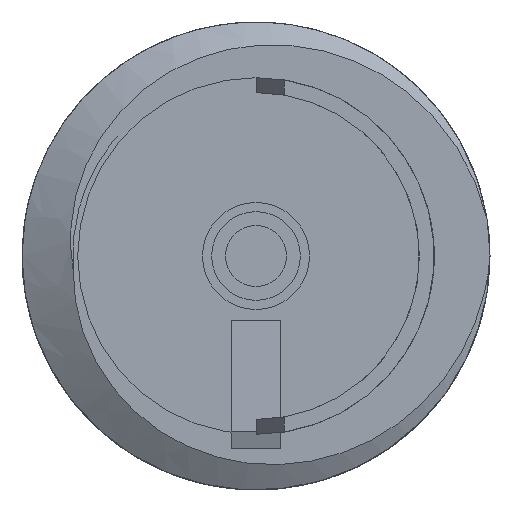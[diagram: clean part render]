
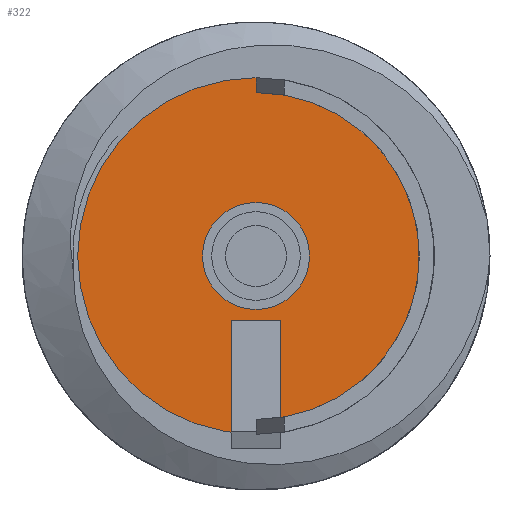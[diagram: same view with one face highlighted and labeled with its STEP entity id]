
A CAD part, front view. The second image highlights one B-rep face of the part: STEP entity #322.
In plain terms, the highlighted planar face has unit normal (0, -1, 0).
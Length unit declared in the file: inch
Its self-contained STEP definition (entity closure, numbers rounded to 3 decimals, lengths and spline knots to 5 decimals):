
#75 = VERTEX_POINT ( 'NONE', #1622 ) ;
#111 = LINE ( 'NONE', #497, #2119 ) ;
#113 = ORIENTED_EDGE ( 'NONE', *, *, #1753, .T. ) ;
#120 = EDGE_LOOP ( 'NONE', ( #2624, #113, #1248, #1659 ) ) ;
#130 = DIRECTION ( 'NONE',  ( 0., 0., -1. ) ) ;
#149 = VERTEX_POINT ( 'NONE', #1799 ) ;
#162 = EDGE_CURVE ( 'NONE', #2428, #2570, #3374, .T. ) ;
#259 = DIRECTION ( 'NONE',  ( 0., 1., 0. ) ) ;
#311 = LINE ( 'NONE', #981, #3119 ) ;
#322 = ADVANCED_FACE ( 'NONE', ( #1805, #2631, #1888 ), #3147, .F. ) ;
#323 = LINE ( 'NONE', #625, #1769 ) ;
#379 = DIRECTION ( 'NONE',  ( 0., 0., -1. ) ) ;
#391 = EDGE_CURVE ( 'NONE', #878, #75, #2931, .T. ) ;
#405 = VERTEX_POINT ( 'NONE', #3278 ) ;
#406 = AXIS2_PLACEMENT_3D ( 'NONE', #3086, #1255, #961 ) ;
#412 = ORIENTED_EDGE ( 'NONE', *, *, #391, .F. ) ;
#465 = DIRECTION ( 'NONE',  ( -1., 0., 0. ) ) ;
#497 = CARTESIAN_POINT ( 'NONE',  ( -0.0165, -0.001, -0.04333 ) ) ;
#524 = DIRECTION ( 'NONE',  ( 0., 0., -1. ) ) ;
#602 = VERTEX_POINT ( 'NONE', #1048 ) ;
#625 = CARTESIAN_POINT ( 'NONE',  ( 0.0165, -0.001, -0.04333 ) ) ;
#638 = DIRECTION ( 'NONE',  ( 0., -1., 0. ) ) ;
#644 = VERTEX_POINT ( 'NONE', #2894 ) ;
#650 = DIRECTION ( 'NONE',  ( 0., 1., 0. ) ) ;
#694 = DIRECTION ( 'NONE',  ( -1., 0., 0. ) ) ;
#727 = EDGE_CURVE ( 'NONE', #75, #149, #1070, .T. ) ;
#742 = CARTESIAN_POINT ( 'NONE',  ( 0., -0.001, -0.05598 ) ) ;
#797 = CARTESIAN_POINT ( 'NONE',  ( 0.1, -0.001, 0.04583 ) ) ;
#847 = CIRCLE ( 'NONE', #2953, 0.12 ) ;
#878 = VERTEX_POINT ( 'NONE', #797 ) ;
#886 = CARTESIAN_POINT ( 'NONE',  ( 0., -0.001, 0. ) ) ;
#927 = CARTESIAN_POINT ( 'NONE',  ( 0., -0.001, 0. ) ) ;
#961 = DIRECTION ( 'NONE',  ( -1., 0., 0. ) ) ;
#967 = DIRECTION ( 'NONE',  ( 0., -1., 0. ) ) ;
#981 = CARTESIAN_POINT ( 'NONE',  ( 0., -0.001, -0.04311 ) ) ;
#984 = VERTEX_POINT ( 'NONE', #2759 ) ;
#1001 = EDGE_CURVE ( 'NONE', #2486, #1484, #1524, .T. ) ;
#1048 = CARTESIAN_POINT ( 'NONE',  ( 0.1, -0.001, 0.06633 ) ) ;
#1057 = CARTESIAN_POINT ( 'NONE',  ( 0., -0.001, -0.12 ) ) ;
#1070 = LINE ( 'NONE', #3420, #2226 ) ;
#1072 = EDGE_CURVE ( 'NONE', #984, #2428, #323, .T. ) ;
#1118 = CARTESIAN_POINT ( 'NONE',  ( 0., -0.001, 0. ) ) ;
#1124 = AXIS2_PLACEMENT_3D ( 'NONE', #2687, #1896, #1354 ) ;
#1158 = EDGE_LOOP ( 'NONE', ( #3033, #2612 ) ) ;
#1177 = EDGE_LOOP ( 'NONE', ( #3054, #2619, #1937, #1543, #3397, #412 ) ) ;
#1248 = ORIENTED_EDGE ( 'NONE', *, *, #1072, .T. ) ;
#1255 = DIRECTION ( 'NONE',  ( 0., 1., 0. ) ) ;
#1304 = CIRCLE ( 'NONE', #1124, 0.12 ) ;
#1308 = DIRECTION ( 'NONE',  ( 0., 0., 1. ) ) ;
#1354 = DIRECTION ( 'NONE',  ( -1., 0., 0. ) ) ;
#1356 = CIRCLE ( 'NONE', #2113, 0.036 ) ;
#1423 = AXIS2_PLACEMENT_3D ( 'NONE', #1427, #650, #379 ) ;
#1427 = CARTESIAN_POINT ( 'NONE',  ( 0., -0.001, 0. ) ) ;
#1479 = AXIS2_PLACEMENT_3D ( 'NONE', #886, #638, #2225 ) ;
#1484 = VERTEX_POINT ( 'NONE', #1057 ) ;
#1524 = CIRCLE ( 'NONE', #1479, 0.12 ) ;
#1543 = ORIENTED_EDGE ( 'NONE', *, *, #3118, .T. ) ;
#1552 = EDGE_CURVE ( 'NONE', #405, #644, #1356, .T. ) ;
#1622 = CARTESIAN_POINT ( 'NONE',  ( 0.1, -0.001, -0.04583 ) ) ;
#1659 = ORIENTED_EDGE ( 'NONE', *, *, #162, .T. ) ;
#1749 = DIRECTION ( 'NONE',  ( 1., 0., 0. ) ) ;
#1753 = EDGE_CURVE ( 'NONE', #2162, #984, #311, .T. ) ;
#1769 = VECTOR ( 'NONE', #130, 39.37008 ) ;
#1791 = EDGE_CURVE ( 'NONE', #644, #405, #2578, .T. ) ;
#1799 = CARTESIAN_POINT ( 'NONE',  ( 0.1, -0.001, -0.06633 ) ) ;
#1805 = FACE_BOUND ( 'NONE', #120, .T. ) ;
#1817 = DIRECTION ( 'NONE',  ( 0., 0., -1. ) ) ;
#1828 = DIRECTION ( 'NONE',  ( 0., 0., 1. ) ) ;
#1888 = FACE_OUTER_BOUND ( 'NONE', #1177, .T. ) ;
#1896 = DIRECTION ( 'NONE',  ( 0., -1., 0. ) ) ;
#1904 = CARTESIAN_POINT ( 'NONE',  ( 0.0165, -0.001, -0.05598 ) ) ;
#1937 = ORIENTED_EDGE ( 'NONE', *, *, #1001, .T. ) ;
#2000 = DIRECTION ( 'NONE',  ( 0., 1., 0. ) ) ;
#2007 = CARTESIAN_POINT ( 'NONE',  ( 0., -0.001, 0. ) ) ;
#2113 = AXIS2_PLACEMENT_3D ( 'NONE', #927, #2000, #2523 ) ;
#2119 = VECTOR ( 'NONE', #1828, 39.37008 ) ;
#2162 = VERTEX_POINT ( 'NONE', #2405 ) ;
#2212 = LINE ( 'NONE', #3398, #2293 ) ;
#2225 = DIRECTION ( 'NONE',  ( -1., 0., 0. ) ) ;
#2226 = VECTOR ( 'NONE', #524, 39.37008 ) ;
#2293 = VECTOR ( 'NONE', #1817, 39.37008 ) ;
#2351 = AXIS2_PLACEMENT_3D ( 'NONE', #1118, #259, #1308 ) ;
#2405 = CARTESIAN_POINT ( 'NONE',  ( -0.0165, -0.001, -0.04311 ) ) ;
#2428 = VERTEX_POINT ( 'NONE', #1904 ) ;
#2486 = VERTEX_POINT ( 'NONE', #2998 ) ;
#2523 = DIRECTION ( 'NONE',  ( -1., 0., 0. ) ) ;
#2570 = VERTEX_POINT ( 'NONE', #3303 ) ;
#2578 = CIRCLE ( 'NONE', #406, 0.036 ) ;
#2612 = ORIENTED_EDGE ( 'NONE', *, *, #1552, .T. ) ;
#2619 = ORIENTED_EDGE ( 'NONE', *, *, #3326, .T. ) ;
#2624 = ORIENTED_EDGE ( 'NONE', *, *, #2790, .T. ) ;
#2631 = FACE_BOUND ( 'NONE', #1158, .T. ) ;
#2675 = VECTOR ( 'NONE', #465, 39.37008 ) ;
#2687 = CARTESIAN_POINT ( 'NONE',  ( 0., -0.001, 0. ) ) ;
#2759 = CARTESIAN_POINT ( 'NONE',  ( 0.0165, -0.001, -0.04311 ) ) ;
#2775 = EDGE_CURVE ( 'NONE', #602, #878, #2212, .T. ) ;
#2790 = EDGE_CURVE ( 'NONE', #2570, #2162, #111, .T. ) ;
#2894 = CARTESIAN_POINT ( 'NONE',  ( -0.036, -0.001, 0. ) ) ;
#2931 = CIRCLE ( 'NONE', #1423, 0.11 ) ;
#2953 = AXIS2_PLACEMENT_3D ( 'NONE', #2007, #967, #694 ) ;
#2998 = CARTESIAN_POINT ( 'NONE',  ( 0., -0.001, 0.12 ) ) ;
#3033 = ORIENTED_EDGE ( 'NONE', *, *, #1791, .T. ) ;
#3054 = ORIENTED_EDGE ( 'NONE', *, *, #2775, .F. ) ;
#3086 = CARTESIAN_POINT ( 'NONE',  ( 0., -0.001, 0. ) ) ;
#3118 = EDGE_CURVE ( 'NONE', #1484, #149, #847, .T. ) ;
#3119 = VECTOR ( 'NONE', #1749, 39.37008 ) ;
#3147 = PLANE ( 'NONE',  #2351 ) ;
#3278 = CARTESIAN_POINT ( 'NONE',  ( 0.036, -0.001, 0. ) ) ;
#3303 = CARTESIAN_POINT ( 'NONE',  ( -0.0165, -0.001, -0.05598 ) ) ;
#3326 = EDGE_CURVE ( 'NONE', #602, #2486, #1304, .T. ) ;
#3374 = LINE ( 'NONE', #742, #2675 ) ;
#3397 = ORIENTED_EDGE ( 'NONE', *, *, #727, .F. ) ;
#3398 = CARTESIAN_POINT ( 'NONE',  ( 0.1, -0.001, 0.06 ) ) ;
#3420 = CARTESIAN_POINT ( 'NONE',  ( 0.1, -0.001, 0.06 ) ) ;
